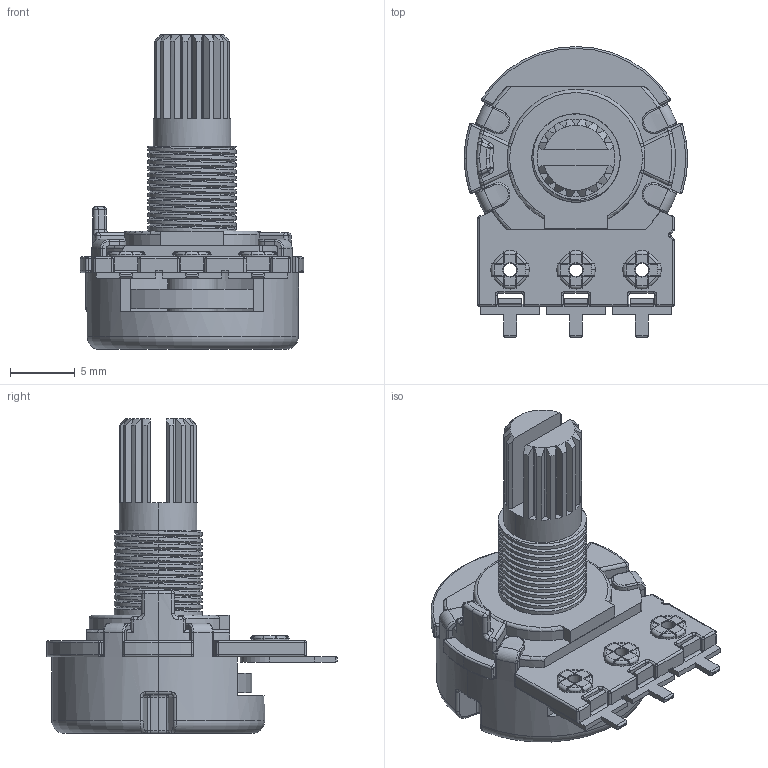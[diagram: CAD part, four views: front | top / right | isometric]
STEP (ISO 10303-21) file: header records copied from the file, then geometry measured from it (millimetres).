
FILE_DESCRIPTION (( 'STEP AP214' ), '1' );
FILE_NAME ('Standard Potentiometer - Horizontal.STEP', '2019-12-31T02:15:04', ( '' ), ( '' ), 'SwSTEP 2.0', 'SolidWorks 2019', '' );
FILE_SCHEMA (( 'AUTOMOTIVE_DESIGN' ));
Length unit declared in the file: millimetre
Products named in the file (1): Standard Potentiometer - Horizontal
Bounding box: 17.2 x 22.4 x 24.25 mm (x, y, z)
Volume: 1534.1 mm3; surface area: 2631.3 mm2
Topology: 1 solids, 1 shells, 770 faces, 1986 edges, 1184 vertices
Faces by surface type: cylinder 305, plane 253, torus 104, bspline 48, sphere 44, cone 16
Entity records: 33819 total; most frequent: CARTESIAN_POINT 7049, ORIENTED_EDGE 3908, DIRECTION 3893, EDGE_CURVE 1954, AXIS2_PLACEMENT_3D 1492, VERTEX_POINT 1172, VECTOR 909, LINE 909
